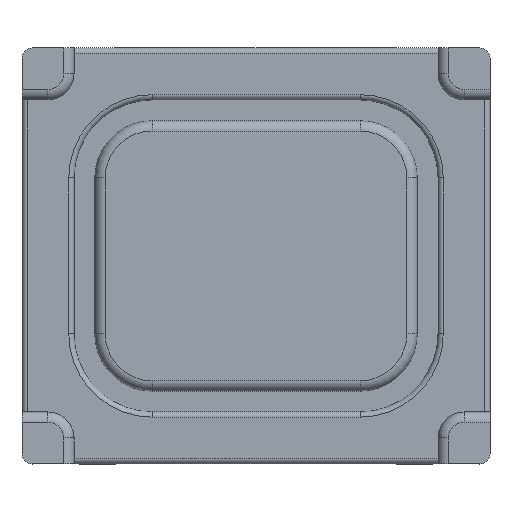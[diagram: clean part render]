
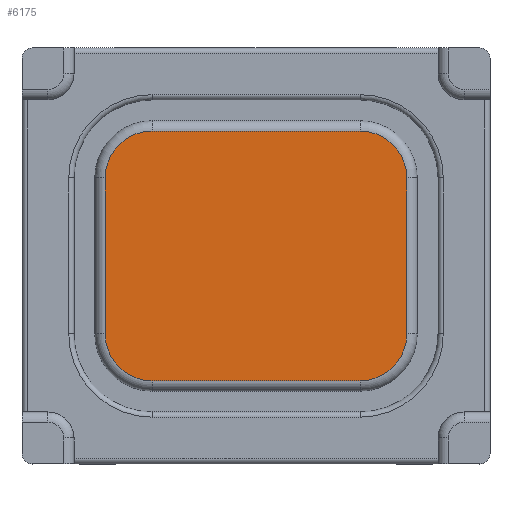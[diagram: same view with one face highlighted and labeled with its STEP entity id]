
A CAD part, top view. The second image highlights one B-rep face of the part: STEP entity #6175.
In plain terms, the highlighted planar face has unit normal (0, 0, 1).
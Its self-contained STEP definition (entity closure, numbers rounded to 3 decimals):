
#455=PLANE('',#6737);
#736=FACE_OUTER_BOUND('',#1100,.T.);
#1100=EDGE_LOOP('',(#5412,#5413,#5414,#5415,#5416,#5417,#5418,#5419));
#1319=CIRCLE('',#6711,0.9);
#1322=CIRCLE('',#6716,0.9);
#1326=CIRCLE('',#6722,0.9);
#1330=CIRCLE('',#6728,0.9);
#1926=LINE('',#9762,#2514);
#1928=LINE('',#9774,#2516);
#1930=LINE('',#9786,#2518);
#1933=LINE('',#9796,#2521);
#2514=VECTOR('',#8136,10.);
#2516=VECTOR('',#8150,10.);
#2518=VECTOR('',#8164,10.);
#2521=VECTOR('',#8177,10.);
#2984=VERTEX_POINT('',#9750);
#2987=VERTEX_POINT('',#9755);
#2989=VERTEX_POINT('',#9760);
#2991=VERTEX_POINT('',#9766);
#2993=VERTEX_POINT('',#9772);
#2995=VERTEX_POINT('',#9778);
#2997=VERTEX_POINT('',#9784);
#2999=VERTEX_POINT('',#9790);
#3795=EDGE_CURVE('',#2987,#2984,#1319,.T.);
#3797=EDGE_CURVE('',#2989,#2987,#1926,.T.);
#3800=EDGE_CURVE('',#2991,#2989,#1322,.T.);
#3803=EDGE_CURVE('',#2993,#2991,#1928,.T.);
#3806=EDGE_CURVE('',#2995,#2993,#1326,.T.);
#3809=EDGE_CURVE('',#2997,#2995,#1930,.T.);
#3812=EDGE_CURVE('',#2999,#2997,#1330,.T.);
#3815=EDGE_CURVE('',#2984,#2999,#1933,.T.);
#5412=ORIENTED_EDGE('',*,*,#3795,.F.);
#5413=ORIENTED_EDGE('',*,*,#3797,.F.);
#5414=ORIENTED_EDGE('',*,*,#3800,.F.);
#5415=ORIENTED_EDGE('',*,*,#3803,.F.);
#5416=ORIENTED_EDGE('',*,*,#3806,.F.);
#5417=ORIENTED_EDGE('',*,*,#3809,.F.);
#5418=ORIENTED_EDGE('',*,*,#3812,.F.);
#5419=ORIENTED_EDGE('',*,*,#3815,.F.);
#6175=ADVANCED_FACE('',(#736),#455,.T.);
#6711=AXIS2_PLACEMENT_3D('',#9757,#8130,#8131);
#6716=AXIS2_PLACEMENT_3D('',#9768,#8142,#8143);
#6722=AXIS2_PLACEMENT_3D('',#9780,#8156,#8157);
#6728=AXIS2_PLACEMENT_3D('',#9792,#8170,#8171);
#6737=AXIS2_PLACEMENT_3D('',#9815,#8197,#8198);
#8130=DIRECTION('center_axis',(0.,0.,-1.));
#8131=DIRECTION('ref_axis',(-0.707,-0.707,0.));
#8136=DIRECTION('',(-1.,0.,0.));
#8142=DIRECTION('center_axis',(0.,0.,-1.));
#8143=DIRECTION('ref_axis',(0.707,-0.707,0.));
#8150=DIRECTION('',(0.,-1.,0.));
#8156=DIRECTION('center_axis',(0.,0.,-1.));
#8157=DIRECTION('ref_axis',(0.707,0.707,0.));
#8164=DIRECTION('',(1.,0.,0.));
#8170=DIRECTION('center_axis',(0.,0.,-1.));
#8171=DIRECTION('ref_axis',(-0.707,0.707,0.));
#8177=DIRECTION('',(0.,1.,0.));
#8197=DIRECTION('center_axis',(0.,0.,1.));
#8198=DIRECTION('ref_axis',(-1.,0.,0.));
#9750=CARTESIAN_POINT('',(1.6,2.5,0.25));
#9755=CARTESIAN_POINT('',(2.5,1.6,0.25));
#9757=CARTESIAN_POINT('Origin',(2.5,2.5,0.25));
#9760=CARTESIAN_POINT('',(6.5,1.6,0.25));
#9762=CARTESIAN_POINT('',(5.5,1.6,0.25));
#9766=CARTESIAN_POINT('',(7.4,2.5,0.25));
#9768=CARTESIAN_POINT('Origin',(6.5,2.5,0.25));
#9772=CARTESIAN_POINT('',(7.4,5.5,0.25));
#9774=CARTESIAN_POINT('',(7.4,4.75,0.25));
#9778=CARTESIAN_POINT('',(6.5,6.4,0.25));
#9780=CARTESIAN_POINT('Origin',(6.5,5.5,0.25));
#9784=CARTESIAN_POINT('',(2.5,6.4,0.25));
#9786=CARTESIAN_POINT('',(3.5,6.4,0.25));
#9790=CARTESIAN_POINT('',(1.6,5.5,0.25));
#9792=CARTESIAN_POINT('Origin',(2.5,5.5,0.25));
#9796=CARTESIAN_POINT('',(1.6,3.25,0.25));
#9815=CARTESIAN_POINT('Origin',(4.5,4.,0.25));
